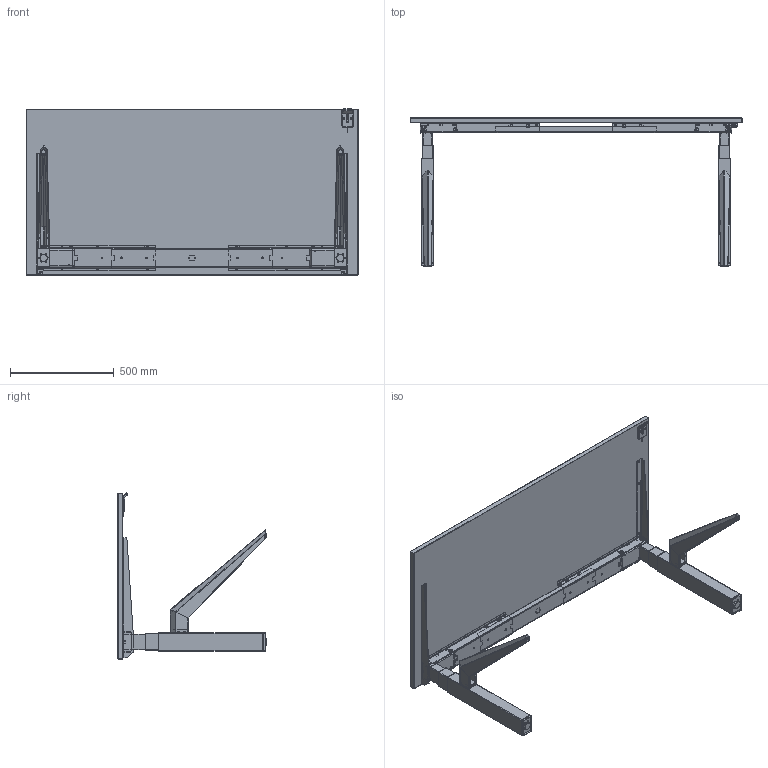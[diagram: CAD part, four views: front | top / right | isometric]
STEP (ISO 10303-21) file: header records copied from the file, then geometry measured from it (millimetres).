
FILE_DESCRIPTION (( 'STEP AP203' ), '1' );
FILE_NAME ('PENTAGON INDUSTRY - HIGH END by Swedstyle_56600012G-1.STEP', '2021-03-10T12:32:10', ( '' ), ( '' ), 'SwSTEP 2.0', 'SolidWorks 2019', '' );
FILE_SCHEMA (( 'CONFIG_CONTROL_DESIGN' ));
Length unit declared in the file: millimetre
Products named in the file (3): Skiva inkl. bordskontroll - Pentagon Industry - HIGH END; PENTAGON INDUSTRY, +100mm, exkl. skiva - HIGH END; PENTAGON INDUSTRY  - HIGH END by Swedstyle_56600012G-1
Assembly tree (2 placements, depth 2):
  PENTAGON INDUSTRY  - HIGH END by Swedstyle_56600012G-1
    PENTAGON INDUSTRY, +100mm, exkl. skiva - HIGH END
    Skiva inkl. bordskontroll - Pentagon Industry - HIGH END
Bounding box: 1600 x 713.61 x 800.18 mm (x, y, z)
Surface area: 4451073.1 mm2 (no closed solid volume)
Topology: 0 solids, 195 shells, 1511 faces, 6757 edges, 5270 vertices
Faces by surface type: plane 700, cylinder 538, bspline 88, cone 76, torus 75, sphere 34
Entity records: 74640 total; most frequent: CARTESIAN_POINT 21991, DIRECTION 10894, ORIENTED_EDGE 9232, EDGE_CURVE 6749, VERTEX_POINT 5270, LINE 3840, VECTOR 3840, AXIS2_PLACEMENT_3D 3527
